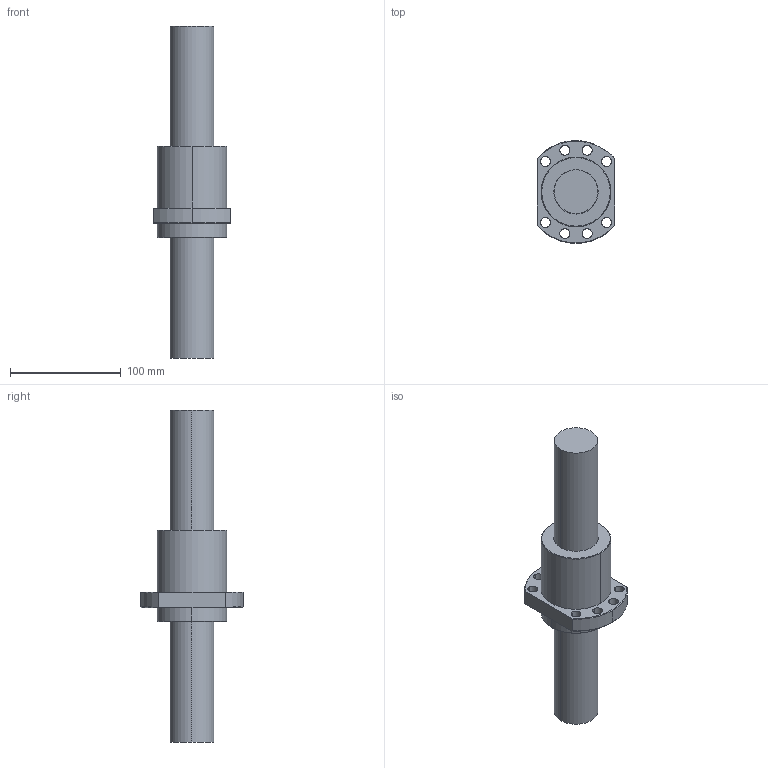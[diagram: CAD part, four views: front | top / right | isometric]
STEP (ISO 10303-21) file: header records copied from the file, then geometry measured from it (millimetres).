
FILE_DESCRIPTION (( 'STEP AP203' ), '1' );
FILE_NAME ('SDH4020.STEP', '2014-07-02T04:06:49', ( 'woni' ), ( '' ), 'SwSTEP 2.0', 'SolidWorks 2013', '' );
FILE_SCHEMA (( 'CONFIG_CONTROL_DESIGN' ));
Length unit declared in the file: millimetre
Products named in the file (3): RM4020; SDH4020
Assembly tree (2 placements, depth 2):
  SDH4020
    RM4020
    SDH4020
Bounding box: 70 x 93 x 300 mm (x, y, z)
Volume: 553849.1 mm3; surface area: 79289.3 mm2
Topology: 2 solids, 2 shells, 54 faces, 137 edges, 89 vertices
Faces by surface type: cylinder 32, cone 13, plane 9
Entity records: 2063 total; most frequent: CARTESIAN_POINT 371, DIRECTION 316, ORIENTED_EDGE 274, EDGE_CURVE 137, AXIS2_PLACEMENT_3D 134, VERTEX_POINT 89, EDGE_LOOP 76, CIRCLE 75
